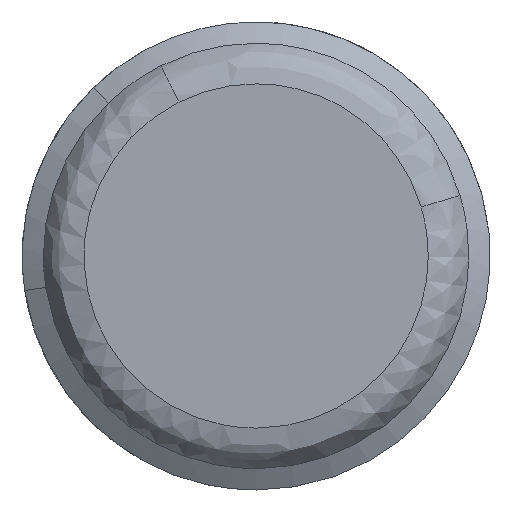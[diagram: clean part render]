
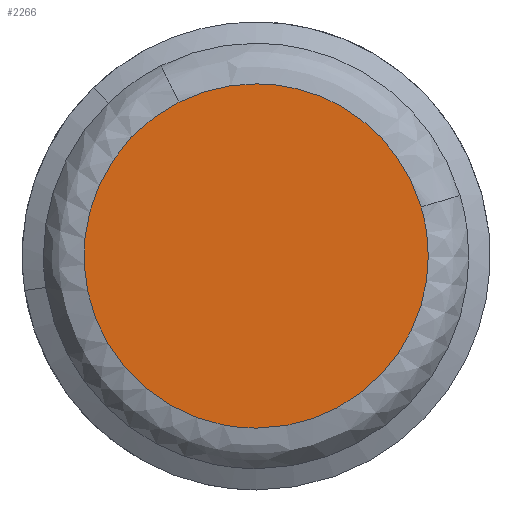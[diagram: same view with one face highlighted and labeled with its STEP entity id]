
A CAD part, front view. The second image highlights one B-rep face of the part: STEP entity #2266.
In plain terms, the highlighted free-form (B-spline) face has degree [1, 1] with [2, 2] control points.
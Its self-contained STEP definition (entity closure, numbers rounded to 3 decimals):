
#2048=CARTESIAN_POINT('',(-8.0,-3.878,1.153));
#2049=VERTEX_POINT('',#2048);
#2063=CARTESIAN_POINT('',(-8.0,0.0,-4.046));
#2064=VERTEX_POINT('',#2063);
#2065=CARTESIAN_POINT('',(-8.0,0.0,-4.046));
#2066=CARTESIAN_POINT('',(-8.0,-4.046,-4.046));
#2067=CARTESIAN_POINT('',(-8.0,-4.046,0.0));
#2068=CARTESIAN_POINT('',(-8.0,-4.046,0.589));
#2069=CARTESIAN_POINT('',(-8.0,-3.878,1.153));
#2077=(BOUNDED_CURVE()B_SPLINE_CURVE(2,(#2065,#2066,#2067,#2068,#2069),.UNSPECIFIED.,.F.,.U.)B_SPLINE_CURVE_WITH_KNOTS((3,2,3),(0.5,0.75,0.799),.UNSPECIFIED.)CURVE()GEOMETRIC_REPRESENTATION_ITEM()RATIONAL_B_SPLINE_CURVE((1.0,0.707,1.0,0.943,0.908))REPRESENTATION_ITEM(''));
#2078=EDGE_CURVE('',#2064,#2049,#2077,.T.);
#2080=CARTESIAN_POINT('',(-8.0,1.812,3.617));
#2081=VERTEX_POINT('',#2080);
#2082=CARTESIAN_POINT('',(-8.,1.812,3.617));
#2083=CARTESIAN_POINT('',(-8.0,4.046,2.498));
#2084=CARTESIAN_POINT('',(-8.0,4.046,0.0));
#2085=CARTESIAN_POINT('',(-8.0,4.046,-4.046));
#2086=CARTESIAN_POINT('',(-8.0,0.0,-4.046));
#2094=(BOUNDED_CURVE()B_SPLINE_CURVE(2,(#2082,#2083,#2084,#2085,#2086),.UNSPECIFIED.,.F.,.U.)B_SPLINE_CURVE_WITH_KNOTS((3,2,3),(0.076,0.25,0.5),.UNSPECIFIED.)CURVE()GEOMETRIC_REPRESENTATION_ITEM()RATIONAL_B_SPLINE_CURVE((0.876,0.796,1.0,0.707,1.0))REPRESENTATION_ITEM(''));
#2095=EDGE_CURVE('',#2081,#2064,#2094,.T.);
#2144=CARTESIAN_POINT('',(-8.0,0.0,4.046));
#2145=VERTEX_POINT('',#2144);
#2146=CARTESIAN_POINT('',(-8.0,0.0,4.046));
#2147=CARTESIAN_POINT('',(-8.0,0.957,4.046));
#2148=CARTESIAN_POINT('',(-8.,1.812,3.617));
#2156=(BOUNDED_CURVE()B_SPLINE_CURVE(2,(#2146,#2147,#2148),.UNSPECIFIED.,.F.,.U.)B_SPLINE_CURVE_WITH_KNOTS((3,3),(0.0,0.076),.UNSPECIFIED.)CURVE()GEOMETRIC_REPRESENTATION_ITEM()RATIONAL_B_SPLINE_CURVE((1.0,0.911,0.876))REPRESENTATION_ITEM(''));
#2157=EDGE_CURVE('',#2145,#2081,#2156,.T.);
#2159=CARTESIAN_POINT('',(-8.0,-3.878,1.153));
#2160=CARTESIAN_POINT('',(-8.0,-3.018,4.046));
#2161=CARTESIAN_POINT('',(-8.0,0.0,4.046));
#2169=(BOUNDED_CURVE()B_SPLINE_CURVE(2,(#2159,#2160,#2161),.UNSPECIFIED.,.F.,.U.)B_SPLINE_CURVE_WITH_KNOTS((3,3),(0.799,1.0),.UNSPECIFIED.)CURVE()GEOMETRIC_REPRESENTATION_ITEM()RATIONAL_B_SPLINE_CURVE((0.908,0.764,1.0))REPRESENTATION_ITEM(''));
#2170=EDGE_CURVE('',#2049,#2145,#2169,.T.);
#2255=CARTESIAN_POINT('',(-8.0,-4.449,4.45));
#2256=CARTESIAN_POINT('',(-8.0,-4.449,-4.45));
#2257=CARTESIAN_POINT('',(-8.0,4.447,4.45));
#2258=CARTESIAN_POINT('',(-8.0,4.447,-4.45));
#2259=B_SPLINE_SURFACE_WITH_KNOTS('',1,1,((#2255,#2257),(#2256,#2258)),.UNSPECIFIED.,.F.,.F.,.U.,(2,2),(2,2),(0.0,8.9),(0.0,8.897),.UNSPECIFIED.);
#2260=ORIENTED_EDGE('',*,*,#2157,.T.);
#2261=ORIENTED_EDGE('',*,*,#2095,.T.);
#2262=ORIENTED_EDGE('',*,*,#2078,.T.);
#2263=ORIENTED_EDGE('',*,*,#2170,.T.);
#2264=EDGE_LOOP('',(#2260,#2261,#2262,#2263));
#2265=FACE_OUTER_BOUND('',#2264,.T.);
#2266=ADVANCED_FACE('',(#2265),#2259,.F.);
